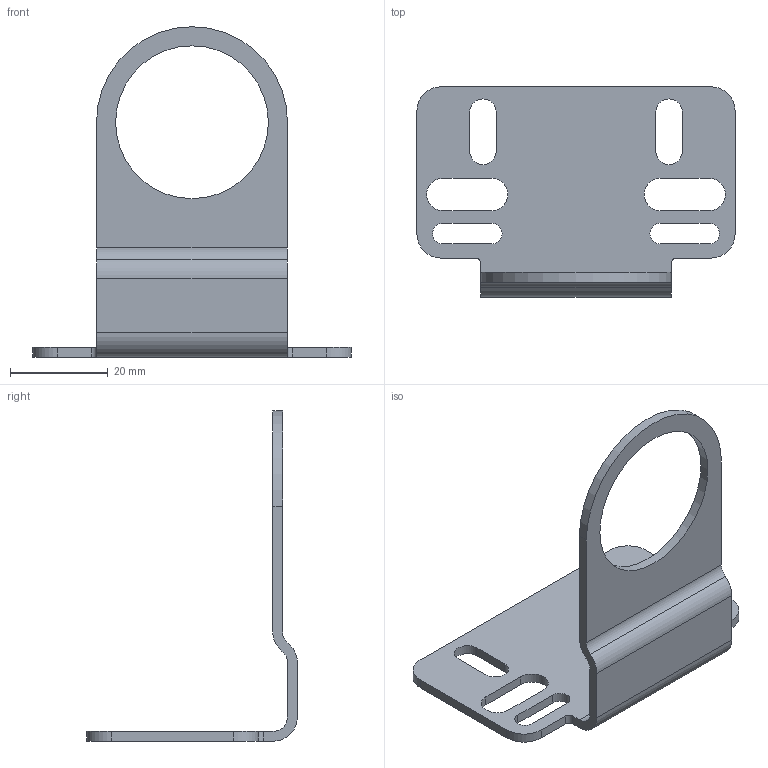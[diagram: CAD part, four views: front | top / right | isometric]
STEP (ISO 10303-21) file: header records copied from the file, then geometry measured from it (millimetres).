
FILE_DESCRIPTION( ( 'STEP AP214' ), ' ' );
FILE_NAME( '99000.1227.stp', '2017-01-20T15:59:41', ( '' ), ( '' ), ' ', 'PARTsolutions', ' ' );
FILE_SCHEMA( ( 'AUTOMOTIVE_DESIGN { 1 0 10303 214 1 1 1 1 }' ) );
Length unit declared in the file: millimetre
Products named in the file (1): _99000.1227
Bounding box: 65 x 43 x 67.5 mm (x, y, z)
Volume: 7434.7 mm3; surface area: 8696.7 mm2
Topology: 1 solids, 1 shells, 51 faces, 147 edges, 98 vertices
Faces by surface type: cylinder 26, plane 25
Full cylindrical faces by diameter (mm): 31.2 x1
Entity records: 2140 total; most frequent: DIRECTION 302, CARTESIAN_POINT 296, ORIENTED_EDGE 292, EDGE_CURVE 146, AXIS2_PLACEMENT_3D 104, VERTEX_POINT 98, LINE 94, VECTOR 94
